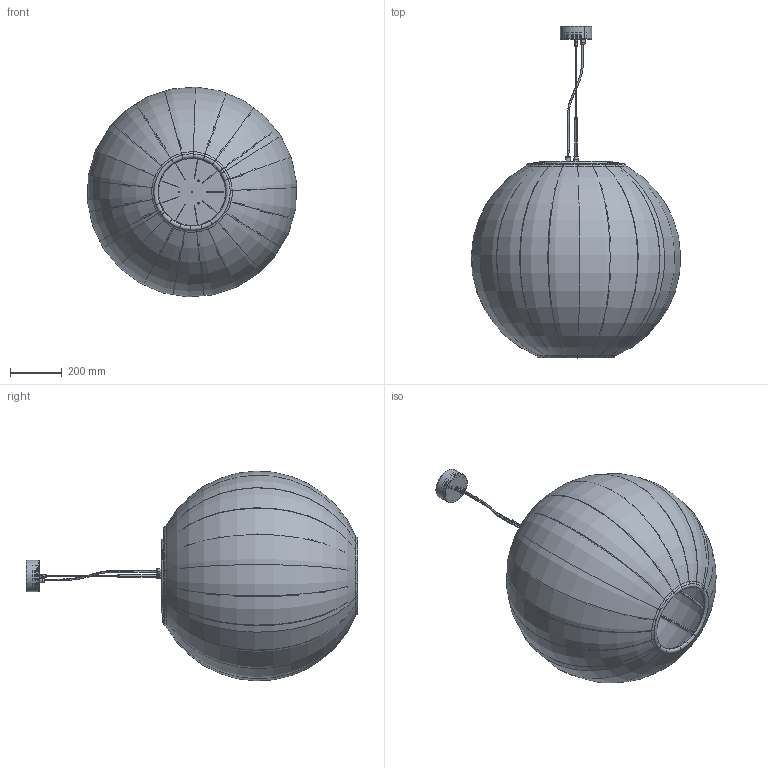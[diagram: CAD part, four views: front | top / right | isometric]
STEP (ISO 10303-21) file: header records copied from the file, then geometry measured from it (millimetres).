
FILE_DESCRIPTION (( 'STEP AP203' ), '1' );
FILE_NAME ('NANS SPHERE S-80 0309072xxyyy.STEP', '2021-07-16T09:07:22', ( '' ), ( '' ), 'SwSTEP 2.0', 'SolidWorks 2019', '' );
FILE_SCHEMA (( 'CONFIG_CONTROL_DESIGN' ));
Length unit declared in the file: millimetre
Products named in the file (27): 000-338-150; CABLE NEOPRENO^0309072xxyyy NANS SPHERE S-80; 000-309-057; 000-261-041 MODIFICADA; 000-920-007; 000-D7984-510A2_PreviewCfg; 000-309-053; 000-920-004; NANS SPHERE S-80 0309072xxyyy; 000-360-009; 000-LAMINA REFLECTORA; 000-FLO modificado; 000-FASTPOINT 9232EA01; 000-309-052; 000-DIFUSOR POLIESTER PARA 300; 000-VIDRIO OPTICO PARA 300; 000-309-050; 000-920-003; 000-D7991-310 A2; 000-309-056; 000-D913-33A2_M3X3mm; 000-309-029; 000-MON PANEL Ø300 IP  NANS; 000-D913-38A2; 000-D6798J-5.3A2; 000-D913-46A2; 000-261-040
Assembly tree (43 placements, depth 3):
  NANS SPHERE S-80 0309072xxyyy
    000-309-056
    000-309-050
    000-MON PANEL Ø300 IP  NANS
      000-261-041 MODIFICADA
      000-LAMINA REFLECTORA
      000-VIDRIO OPTICO PARA 300
      000-DIFUSOR POLIESTER PARA 300
      000-261-040
      000-D7991-310 A2  x6
      000-309-029
      000-D913-33A2_M3X3mm
    000-309-057  x3
    000-D6798J-5.3A2  x3
    000-D7984-510A2_PreviewCfg  x3
    000-FASTPOINT 9232EA01  x3
    000-FLO modificado
      000-338-150
      000-D913-46A2  x3
      000-360-009  x2
    000-309-029
    000-920-004
    000-920-007
    CABLE NEOPRENO^0309072xxyyy NANS SPHERE S-80
    000-309-053
    000-309-052
    000-D913-38A2
    000-920-003
Bounding box: 805.48 x 1277.38 x 807.5 mm (x, y, z)
Volume: 819046.9 mm3; surface area: 5790602 mm2
Topology: 44 solids, 67 shells, 2102 faces, 4959 edges, 2933 vertices
Faces by surface type: plane 660, cylinder 501, torus 341, bspline 271, cone 269, sphere 60
Entity records: 51026 total; most frequent: CARTESIAN_POINT 13803, DIRECTION 7269, ORIENTED_EDGE 6990, EDGE_CURVE 3495, AXIS2_PLACEMENT_3D 2976, VERTEX_POINT 2136, EDGE_LOOP 1667, CIRCLE 1585
